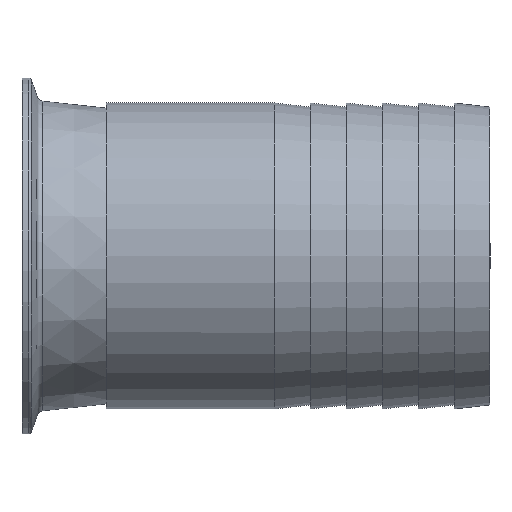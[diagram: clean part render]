
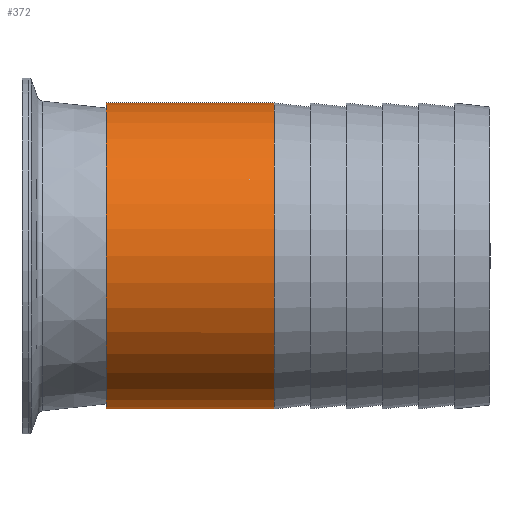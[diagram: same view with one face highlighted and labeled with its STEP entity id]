
A CAD part, front view. The second image highlights one B-rep face of the part: STEP entity #372.
In plain terms, the highlighted cylindrical face has radius 51 mm (diameter 102 mm), a full revolution.
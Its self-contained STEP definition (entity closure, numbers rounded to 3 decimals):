
#15=CYLINDRICAL_SURFACE('',#433,51.);
#60=FACE_BOUND('',#148,.T.);
#90=FACE_OUTER_BOUND('',#147,.T.);
#147=EDGE_LOOP('',(#297));
#148=EDGE_LOOP('',(#298));
#170=CIRCLE('',#410,51.);
#181=CIRCLE('',#432,51.);
#200=VERTEX_POINT('',#610);
#211=VERTEX_POINT('',#643);
#230=EDGE_CURVE('',#200,#200,#170,.T.);
#241=EDGE_CURVE('',#211,#211,#181,.T.);
#297=ORIENTED_EDGE('',*,*,#230,.T.);
#298=ORIENTED_EDGE('',*,*,#241,.T.);
#372=ADVANCED_FACE('',(#90,#60),#15,.T.);
#410=AXIS2_PLACEMENT_3D('',#611,#505,#506);
#432=AXIS2_PLACEMENT_3D('',#644,#549,#550);
#433=AXIS2_PLACEMENT_3D('',#645,#551,#552);
#505=DIRECTION('center_axis',(-1.,0.,0.));
#506=DIRECTION('ref_axis',(0.,1.,0.));
#549=DIRECTION('center_axis',(1.,0.,0.));
#550=DIRECTION('ref_axis',(0.,0.,-1.));
#551=DIRECTION('center_axis',(1.,0.,0.));
#552=DIRECTION('ref_axis',(0.,1.,0.));
#610=CARTESIAN_POINT('',(-72.,-51.,0.));
#611=CARTESIAN_POINT('Origin',(-72.,0.,0.));
#643=CARTESIAN_POINT('',(-128.,51.,0.));
#644=CARTESIAN_POINT('Origin',(-128.,0.,0.));
#645=CARTESIAN_POINT('Origin',(-64.,0.,0.));
